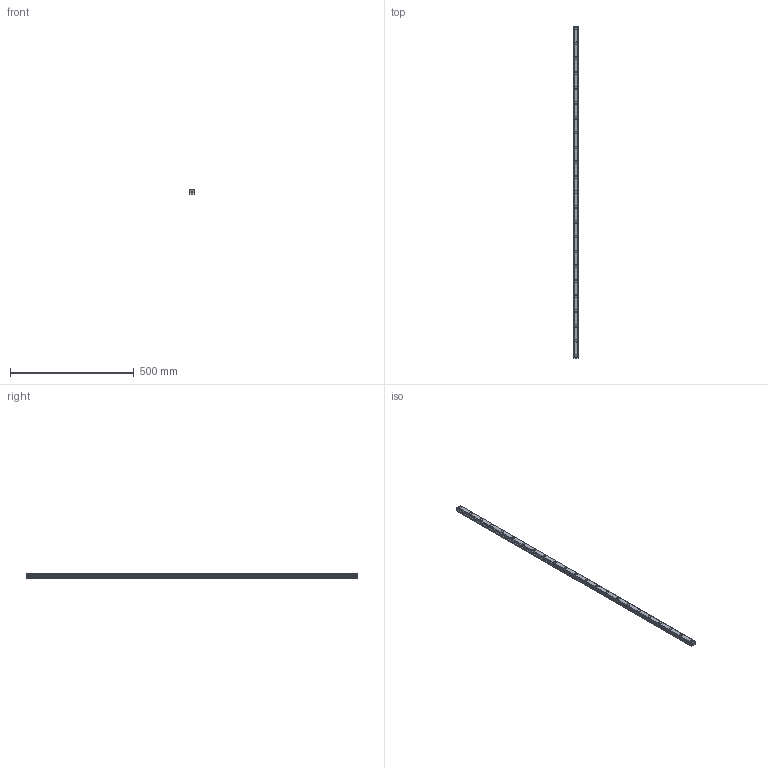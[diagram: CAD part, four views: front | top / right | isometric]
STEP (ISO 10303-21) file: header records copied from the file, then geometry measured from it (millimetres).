
FILE_DESCRIPTION(('STEP AP214'),'1');
FILE_NAME('cctmp_EFF2A181-2F84-4AAF-9EC4-23BAFA960BBD_2021_02_09_13_57_12_0756..stp','2021-02-09T12:57:12',('HIWIN GmbH'),('CADClick - www.CADClick.com'),'Spatial InterOp 3D',' ','unknown authorization');
FILE_SCHEMA(('AUTOMOTIVE_DESIGN'));
Length unit declared in the file: millimetre
Products named in the file (1): EGR25R1340C_FILE
Bounding box: 23 x 1340 x 18 mm (x, y, z)
Volume: 460146 mm3; surface area: 125302.9 mm2
Topology: 1 solids, 1 shells, 381 faces, 987 edges, 658 vertices
Faces by surface type: plane 223, cylinder 158
Entity records: 14953 total; most frequent: DIRECTION 2251, CARTESIAN_POINT 2027, ORIENTED_EDGE 1974, EDGE_CURVE 987, AXIS2_PLACEMENT_3D 882, VERTEX_POINT 658, LINE 487, VECTOR 487
